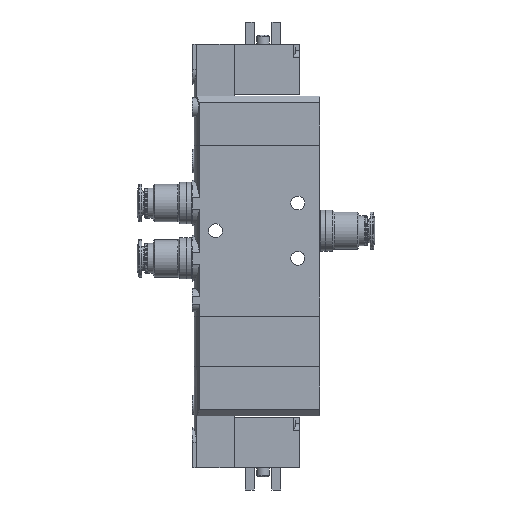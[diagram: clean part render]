
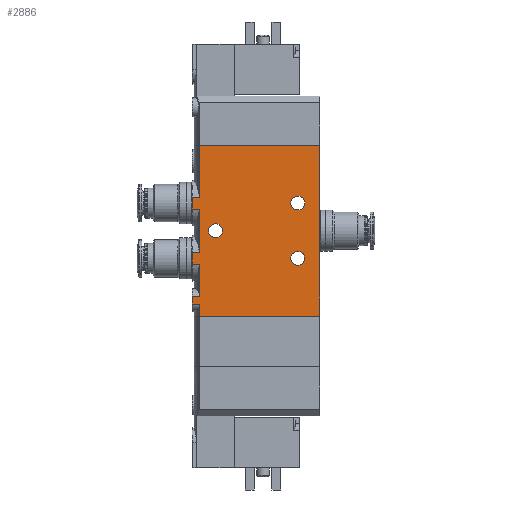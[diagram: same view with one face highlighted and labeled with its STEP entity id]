
A CAD part, left-side view. The second image highlights one B-rep face of the part: STEP entity #2886.
In plain terms, the highlighted face is planar.
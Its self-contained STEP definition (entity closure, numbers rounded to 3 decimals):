
#98=PLANE('',#3490);
#248=CIRCLE('',#3478,2.2);
#250=CIRCLE('',#3481,2.2);
#255=CIRCLE('',#3491,2.2);
#467=ORIENTED_EDGE('',*,*,#1192,.T.);
#468=ORIENTED_EDGE('',*,*,#1229,.T.);
#469=ORIENTED_EDGE('',*,*,#1222,.F.);
#470=ORIENTED_EDGE('',*,*,#1181,.T.);
#471=ORIENTED_EDGE('',*,*,#1194,.T.);
#472=ORIENTED_EDGE('',*,*,#1183,.T.);
#473=ORIENTED_EDGE('',*,*,#1224,.F.);
#474=ORIENTED_EDGE('',*,*,#1173,.T.);
#475=ORIENTED_EDGE('',*,*,#1197,.T.);
#476=ORIENTED_EDGE('',*,*,#1175,.T.);
#477=ORIENTED_EDGE('',*,*,#1216,.F.);
#478=ORIENTED_EDGE('',*,*,#1206,.T.);
#479=ORIENTED_EDGE('',*,*,#1210,.T.);
#480=ORIENTED_EDGE('',*,*,#1208,.T.);
#481=ORIENTED_EDGE('',*,*,#1219,.F.);
#482=ORIENTED_EDGE('',*,*,#1230,.F.);
#483=ORIENTED_EDGE('',*,*,#1214,.F.);
#484=ORIENTED_EDGE('',*,*,#1212,.F.);
#485=ORIENTED_EDGE('',*,*,#1231,.F.);
#1173=EDGE_CURVE('',#1569,#1568,#1850,.F.);
#1175=EDGE_CURVE('',#1570,#1571,#1851,.T.);
#1181=EDGE_CURVE('',#1577,#1576,#1854,.F.);
#1183=EDGE_CURVE('',#1578,#1579,#1855,.T.);
#1192=EDGE_CURVE('',#1588,#1587,#1859,.T.);
#1194=EDGE_CURVE('',#1576,#1578,#1861,.T.);
#1197=EDGE_CURVE('',#1568,#1570,#1863,.T.);
#1206=EDGE_CURVE('',#1596,#1597,#1868,.F.);
#1208=EDGE_CURVE('',#1599,#1598,#1869,.T.);
#1210=EDGE_CURVE('',#1597,#1599,#1870,.T.);
#1212=EDGE_CURVE('',#1601,#1601,#248,.F.);
#1214=EDGE_CURVE('',#1603,#1603,#250,.F.);
#1216=EDGE_CURVE('',#1596,#1571,#1871,.T.);
#1219=EDGE_CURVE('',#1606,#1598,#1873,.T.);
#1222=EDGE_CURVE('',#1577,#1608,#1876,.T.);
#1224=EDGE_CURVE('',#1569,#1579,#1877,.T.);
#1229=EDGE_CURVE('',#1587,#1608,#1881,.T.);
#1230=EDGE_CURVE('',#1588,#1606,#1882,.T.);
#1231=EDGE_CURVE('',#1610,#1610,#255,.F.);
#1568=VERTEX_POINT('',#4708);
#1569=VERTEX_POINT('',#4710);
#1570=VERTEX_POINT('',#4722);
#1571=VERTEX_POINT('',#4723);
#1576=VERTEX_POINT('',#4742);
#1577=VERTEX_POINT('',#4744);
#1578=VERTEX_POINT('',#4756);
#1579=VERTEX_POINT('',#4757);
#1587=VERTEX_POINT('',#4782);
#1588=VERTEX_POINT('',#4784);
#1596=VERTEX_POINT('',#4821);
#1597=VERTEX_POINT('',#4822);
#1598=VERTEX_POINT('',#4834);
#1599=VERTEX_POINT('',#4836);
#1601=VERTEX_POINT('',#4844);
#1603=VERTEX_POINT('',#4849);
#1606=VERTEX_POINT('',#4857);
#1608=VERTEX_POINT('',#4864);
#1610=VERTEX_POINT('',#4878);
#1850=LINE('',#4709,#2041);
#1851=LINE('',#4721,#2042);
#1854=LINE('',#4743,#2045);
#1855=LINE('',#4755,#2046);
#1859=LINE('',#4783,#2050);
#1861=LINE('',#4787,#2052);
#1863=LINE('',#4792,#2054);
#1868=LINE('',#4820,#2059);
#1869=LINE('',#4835,#2060);
#1870=LINE('',#4839,#2061);
#1871=LINE('',#4853,#2062);
#1873=LINE('',#4858,#2064);
#1876=LINE('',#4863,#2067);
#1877=LINE('',#4867,#2068);
#1881=LINE('',#4875,#2072);
#1882=LINE('',#4876,#2073);
#2041=VECTOR('',#3812,1000.);
#2042=VECTOR('',#3815,1000.);
#2045=VECTOR('',#3824,1000.);
#2046=VECTOR('',#3827,1000.);
#2050=VECTOR('',#3841,1000.);
#2052=VECTOR('',#3845,1000.);
#2054=VECTOR('',#3851,1000.);
#2059=VECTOR('',#3868,1000.);
#2060=VECTOR('',#3869,1000.);
#2061=VECTOR('',#3874,1000.);
#2062=VECTOR('',#3891,1000.);
#2064=VECTOR('',#3895,1000.);
#2067=VECTOR('',#3900,1000.);
#2068=VECTOR('',#3905,1000.);
#2072=VECTOR('',#3915,1000.);
#2073=VECTOR('',#3916,1000.);
#2260=EDGE_LOOP('',(#467,#468,#469,#470,#471,#472,#473,#474,#475,#476,#477,
#478,#479,#480,#481,#482));
#2261=EDGE_LOOP('',(#483));
#2262=EDGE_LOOP('',(#484));
#2263=EDGE_LOOP('',(#485));
#2542=FACE_BOUND('',#2260,.T.);
#2543=FACE_BOUND('',#2261,.T.);
#2544=FACE_BOUND('',#2262,.T.);
#2545=FACE_BOUND('',#2263,.T.);
#2886=ADVANCED_FACE('',(#2542,#2543,#2544,#2545),#98,.F.);
#3478=AXIS2_PLACEMENT_3D('',#4843,#3879,#3880);
#3481=AXIS2_PLACEMENT_3D('',#4848,#3885,#3886);
#3490=AXIS2_PLACEMENT_3D('',#4874,#3913,#3914);
#3491=AXIS2_PLACEMENT_3D('',#4877,#3917,#3918);
#3812=DIRECTION('',(0.,-1.,0.));
#3815=DIRECTION('',(0.,-1.,0.));
#3824=DIRECTION('',(0.,-1.,0.));
#3827=DIRECTION('',(0.,-1.,0.));
#3841=DIRECTION('',(-1.,0.,0.));
#3845=DIRECTION('',(1.,0.,0.));
#3851=DIRECTION('',(1.,0.,0.));
#3868=DIRECTION('',(0.,-1.,0.));
#3869=DIRECTION('',(0.,-1.,0.));
#3874=DIRECTION('',(1.,0.,0.));
#3879=DIRECTION('',(0.,0.,1.));
#3880=DIRECTION('',(1.,0.,0.));
#3885=DIRECTION('',(0.,0.,1.));
#3886=DIRECTION('',(1.,0.,0.));
#3891=DIRECTION('',(-1.,0.,0.));
#3895=DIRECTION('',(-1.,0.,0.));
#3900=DIRECTION('',(-1.,0.,0.));
#3905=DIRECTION('',(-1.,0.,0.));
#3913=DIRECTION('',(0.,0.,1.));
#3914=DIRECTION('',(1.,0.,0.));
#3915=DIRECTION('',(0.,1.,0.));
#3916=DIRECTION('',(0.,1.,0.));
#3917=DIRECTION('',(0.,0.,1.));
#3918=DIRECTION('',(1.,0.,0.));
#4708=CARTESIAN_POINT('',(33.863,40.4,-7.));
#4709=CARTESIAN_POINT('',(33.863,0.,-7.));
#4710=CARTESIAN_POINT('',(33.863,38.066,-7.));
#4721=CARTESIAN_POINT('',(37.637,0.,-7.));
#4722=CARTESIAN_POINT('',(37.637,40.4,-7.));
#4723=CARTESIAN_POINT('',(37.637,38.066,-7.));
#4742=CARTESIAN_POINT('',(16.363,40.4,-7.));
#4743=CARTESIAN_POINT('',(16.363,0.,-7.));
#4744=CARTESIAN_POINT('',(16.363,38.066,-7.));
#4755=CARTESIAN_POINT('',(20.137,0.,-7.));
#4756=CARTESIAN_POINT('',(20.137,40.4,-7.));
#4757=CARTESIAN_POINT('',(20.137,38.066,-7.));
#4782=CARTESIAN_POINT('',(0.,0.,-7.));
#4783=CARTESIAN_POINT('',(54.,0.,-7.));
#4784=CARTESIAN_POINT('',(54.,0.,-7.));
#4787=CARTESIAN_POINT('',(18.25,40.4,-7.));
#4792=CARTESIAN_POINT('',(35.75,40.4,-7.));
#4820=CARTESIAN_POINT('',(47.8,0.,-7.));
#4821=CARTESIAN_POINT('',(47.8,38.066,-7.));
#4822=CARTESIAN_POINT('',(47.8,40.4,-7.));
#4834=CARTESIAN_POINT('',(50.2,38.066,-7.));
#4835=CARTESIAN_POINT('',(50.2,0.,-7.));
#4836=CARTESIAN_POINT('',(50.2,40.4,-7.));
#4839=CARTESIAN_POINT('',(49.,40.4,-7.));
#4843=CARTESIAN_POINT('',(18.25,7.,-7.));
#4844=CARTESIAN_POINT('',(20.45,7.,-7.));
#4848=CARTESIAN_POINT('',(35.75,7.,-7.));
#4849=CARTESIAN_POINT('',(37.95,7.,-7.));
#4853=CARTESIAN_POINT('',(54.,38.066,-7.));
#4857=CARTESIAN_POINT('',(54.,38.066,-7.));
#4858=CARTESIAN_POINT('',(54.,38.066,-7.));
#4863=CARTESIAN_POINT('',(54.,38.066,-7.));
#4864=CARTESIAN_POINT('',(0.,38.066,-7.));
#4867=CARTESIAN_POINT('',(54.,38.066,-7.));
#4874=CARTESIAN_POINT('',(54.,0.,-7.));
#4875=CARTESIAN_POINT('',(0.,0.,-7.));
#4876=CARTESIAN_POINT('',(54.,0.,-7.));
#4877=CARTESIAN_POINT('',(27.,33.,-7.));
#4878=CARTESIAN_POINT('',(29.2,33.,-7.));
